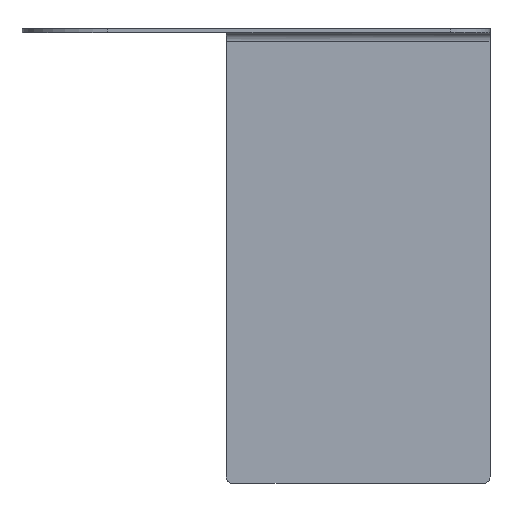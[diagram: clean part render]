
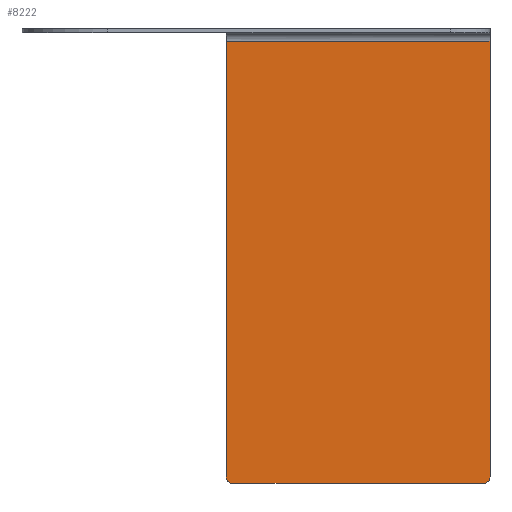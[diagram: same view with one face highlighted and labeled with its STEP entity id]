
A CAD part, top view. The second image highlights one B-rep face of the part: STEP entity #8222.
In plain terms, the highlighted planar face has unit normal (0, 0, 1).
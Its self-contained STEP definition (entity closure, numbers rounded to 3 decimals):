
#1853=DIRECTION('',(-1.,0.,0.));
#1854=VECTOR('',#1853,80.);
#1855=CARTESIAN_POINT('',(116.,-3.8,1.2));
#1856=LINE('',#1855,#1854);
#1904=CARTESIAN_POINT('',(38.,-136.,1.2));
#1905=DIRECTION('',(0.,0.,1.));
#1906=DIRECTION('',(-1.,0.,0.));
#1907=AXIS2_PLACEMENT_3D('',#1904,#1905,#1906);
#1909=DIRECTION('',(0.,1.,0.));
#1910=VECTOR('',#1909,132.2);
#1911=CARTESIAN_POINT('',(36.,-136.,1.2));
#1912=LINE('',#1911,#1910);
#1913=DIRECTION('',(0.,-1.,0.));
#1914=VECTOR('',#1913,132.2);
#1915=CARTESIAN_POINT('',(116.,-3.8,1.2));
#1916=LINE('',#1915,#1914);
#1917=CARTESIAN_POINT('',(114.,-136.,1.2));
#1918=DIRECTION('',(0.,0.,1.));
#1919=DIRECTION('',(0.,-1.,0.));
#1920=AXIS2_PLACEMENT_3D('',#1917,#1918,#1919);
#1922=DIRECTION('',(-1.,0.,0.));
#1923=VECTOR('',#1922,76.);
#1924=CARTESIAN_POINT('',(114.,-138.,1.2));
#1925=LINE('',#1924,#1923);
#5220=CARTESIAN_POINT('',(116.,-3.8,1.2));
#5221=CARTESIAN_POINT('',(36.,-3.8,1.2));
#5222=VERTEX_POINT('',#5220);
#5223=VERTEX_POINT('',#5221);
#5258=CARTESIAN_POINT('',(36.,-136.,1.2));
#5259=VERTEX_POINT('',#5258);
#5260=CARTESIAN_POINT('',(38.,-138.,1.2));
#5261=VERTEX_POINT('',#5260);
#5266=CARTESIAN_POINT('',(114.,-138.,1.2));
#5267=VERTEX_POINT('',#5266);
#5268=CARTESIAN_POINT('',(116.,-136.,1.2));
#5269=VERTEX_POINT('',#5268);
#8207=CARTESIAN_POINT('',(94.616,0.,1.2));
#8208=DIRECTION('',(0.,0.,1.));
#8209=DIRECTION('',(-1.,0.,0.));
#8210=AXIS2_PLACEMENT_3D('',#8207,#8208,#8209);
#8211=PLANE('',#8210);
#8212=ORIENTED_EDGE('',*,*,#8169,.F.);
#8213=ORIENTED_EDGE('',*,*,#8156,.T.);
#8214=ORIENTED_EDGE('',*,*,#8113,.F.);
#8216=ORIENTED_EDGE('',*,*,#8215,.T.);
#8218=ORIENTED_EDGE('',*,*,#8217,.F.);
#8219=ORIENTED_EDGE('',*,*,#8199,.T.);
#8220=EDGE_LOOP('',(#8212,#8213,#8214,#8216,#8218,#8219));
#8221=FACE_OUTER_BOUND('',#8220,.F.);
#8222=ADVANCED_FACE('',(#8221),#8211,.T.);
#1908=CIRCLE('',#1907,2.);
#1921=CIRCLE('',#1920,2.);
#8113=EDGE_CURVE('',#5222,#5223,#1856,.T.);
#8156=EDGE_CURVE('',#5259,#5223,#1912,.T.);
#8169=EDGE_CURVE('',#5259,#5261,#1908,.T.);
#8199=EDGE_CURVE('',#5267,#5261,#1925,.T.);
#8215=EDGE_CURVE('',#5222,#5269,#1916,.T.);
#8217=EDGE_CURVE('',#5267,#5269,#1921,.T.);
